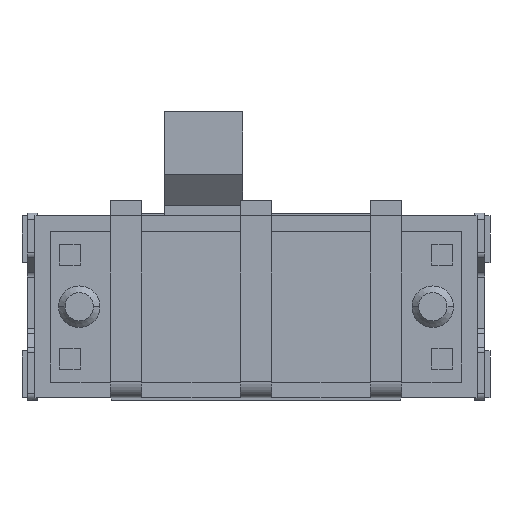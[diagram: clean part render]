
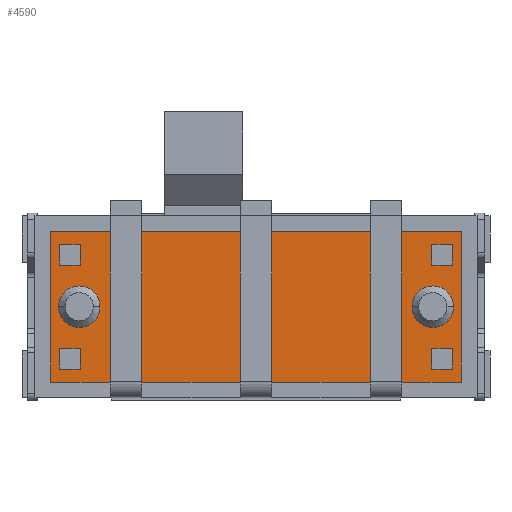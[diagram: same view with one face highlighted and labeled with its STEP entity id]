
A CAD part, front view. The second image highlights one B-rep face of the part: STEP entity #4590.
In plain terms, the highlighted planar face has unit normal (0, -1, 0).
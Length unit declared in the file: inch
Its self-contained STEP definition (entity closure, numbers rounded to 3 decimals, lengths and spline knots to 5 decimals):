
#34=DIRECTION('',(-1.,0.,0.));
#35=VECTOR('',#34,0.04528);
#36=CARTESIAN_POINT('',(-0.11024,0.,-0.05709));
#37=LINE('',#36,#35);
#38=DIRECTION('',(0.,0.,1.));
#39=VECTOR('',#38,0.11417);
#40=CARTESIAN_POINT('',(-0.15551,0.,-0.05709));
#41=LINE('',#40,#39);
#42=DIRECTION('',(1.,0.,0.));
#43=VECTOR('',#42,0.31102);
#44=CARTESIAN_POINT('',(-0.15551,0.,0.05709));
#45=LINE('',#44,#43);
#46=DIRECTION('',(0.,0.,-1.));
#47=VECTOR('',#46,0.11417);
#48=CARTESIAN_POINT('',(0.15551,0.,0.05709));
#49=LINE('',#48,#47);
#50=DIRECTION('',(-1.,0.,0.));
#51=VECTOR('',#50,0.04528);
#52=CARTESIAN_POINT('',(0.15551,0.,-0.05709));
#53=LINE('',#52,#51);
#54=DIRECTION('',(1.,0.,0.));
#55=VECTOR('',#54,0.02362);
#56=CARTESIAN_POINT('',(0.08661,0.,-0.05709));
#57=LINE('',#56,#55);
#58=DIRECTION('',(-1.,0.,0.));
#59=VECTOR('',#58,0.0748);
#60=CARTESIAN_POINT('',(0.08661,0.,-0.05709));
#61=LINE('',#60,#59);
#62=DIRECTION('',(1.,0.,0.));
#63=VECTOR('',#62,0.02362);
#64=CARTESIAN_POINT('',(-0.01181,0.,-0.05709));
#65=LINE('',#64,#63);
#66=DIRECTION('',(-1.,0.,0.));
#67=VECTOR('',#66,0.0748);
#68=CARTESIAN_POINT('',(-0.01181,0.,-0.05709));
#69=LINE('',#68,#67);
#70=DIRECTION('',(1.,0.,0.));
#71=VECTOR('',#70,0.02362);
#72=CARTESIAN_POINT('',(-0.11024,0.,-0.05709));
#73=LINE('',#72,#71);
#74=CARTESIAN_POINT('',(0.13386,0.,0.));
#75=DIRECTION('',(0.,-1.,0.));
#76=DIRECTION('',(1.,0.,0.));
#77=AXIS2_PLACEMENT_3D('',#74,#75,#76);
#79=CARTESIAN_POINT('',(0.13386,0.,0.));
#80=DIRECTION('',(0.,-1.,0.));
#81=DIRECTION('',(-1.,0.,0.));
#82=AXIS2_PLACEMENT_3D('',#79,#80,#81);
#84=CARTESIAN_POINT('',(-0.13386,0.,0.));
#85=DIRECTION('',(0.,-1.,0.));
#86=DIRECTION('',(1.,0.,0.));
#87=AXIS2_PLACEMENT_3D('',#84,#85,#86);
#89=CARTESIAN_POINT('',(-0.13386,0.,0.));
#90=DIRECTION('',(0.,-1.,0.));
#91=DIRECTION('',(-1.,0.,0.));
#92=AXIS2_PLACEMENT_3D('',#89,#90,#91);
#94=DIRECTION('',(-1.,0.,0.));
#95=VECTOR('',#94,0.01575);
#96=CARTESIAN_POINT('',(-0.13307,0.,-0.0315));
#97=LINE('',#96,#95);
#98=DIRECTION('',(0.,0.,-1.));
#99=VECTOR('',#98,0.01575);
#100=CARTESIAN_POINT('',(-0.14882,0.,-0.0315));
#101=LINE('',#100,#99);
#102=DIRECTION('',(1.,0.,0.));
#103=VECTOR('',#102,0.01575);
#104=CARTESIAN_POINT('',(-0.14882,0.,-0.04724));
#105=LINE('',#104,#103);
#106=DIRECTION('',(0.,0.,1.));
#107=VECTOR('',#106,0.01575);
#108=CARTESIAN_POINT('',(-0.13307,0.,-0.04724));
#109=LINE('',#108,#107);
#110=DIRECTION('',(0.,0.,-1.));
#111=VECTOR('',#110,0.01575);
#112=CARTESIAN_POINT('',(0.13307,0.,-0.0315));
#113=LINE('',#112,#111);
#114=DIRECTION('',(1.,0.,0.));
#115=VECTOR('',#114,0.01575);
#116=CARTESIAN_POINT('',(0.13307,0.,-0.04724));
#117=LINE('',#116,#115);
#118=DIRECTION('',(0.,0.,1.));
#119=VECTOR('',#118,0.01575);
#120=CARTESIAN_POINT('',(0.14882,0.,-0.04724));
#121=LINE('',#120,#119);
#122=DIRECTION('',(-1.,0.,0.));
#123=VECTOR('',#122,0.01575);
#124=CARTESIAN_POINT('',(0.14882,0.,-0.0315));
#125=LINE('',#124,#123);
#126=DIRECTION('',(0.,0.,1.));
#127=VECTOR('',#126,0.01575);
#128=CARTESIAN_POINT('',(-0.13307,0.,0.0315));
#129=LINE('',#128,#127);
#130=DIRECTION('',(-1.,0.,0.));
#131=VECTOR('',#130,0.01575);
#132=CARTESIAN_POINT('',(-0.13307,0.,0.04724));
#133=LINE('',#132,#131);
#134=DIRECTION('',(0.,0.,-1.));
#135=VECTOR('',#134,0.01575);
#136=CARTESIAN_POINT('',(-0.14882,0.,0.04724));
#137=LINE('',#136,#135);
#138=DIRECTION('',(1.,0.,0.));
#139=VECTOR('',#138,0.01575);
#140=CARTESIAN_POINT('',(-0.14882,0.,0.0315));
#141=LINE('',#140,#139);
#142=DIRECTION('',(1.,0.,0.));
#143=VECTOR('',#142,0.01575);
#144=CARTESIAN_POINT('',(0.13307,0.,0.0315));
#145=LINE('',#144,#143);
#146=DIRECTION('',(0.,0.,1.));
#147=VECTOR('',#146,0.01575);
#148=CARTESIAN_POINT('',(0.14882,0.,0.0315));
#149=LINE('',#148,#147);
#150=DIRECTION('',(-1.,0.,0.));
#151=VECTOR('',#150,0.01575);
#152=CARTESIAN_POINT('',(0.14882,0.,0.04724));
#153=LINE('',#152,#151);
#154=DIRECTION('',(0.,0.,-1.));
#155=VECTOR('',#154,0.01575);
#156=CARTESIAN_POINT('',(0.13307,0.,0.04724));
#157=LINE('',#156,#155);
#3571=CARTESIAN_POINT('',(0.15551,0.,0.05709));
#3572=CARTESIAN_POINT('',(0.15551,0.,-0.05709));
#3573=VERTEX_POINT('',#3571);
#3574=VERTEX_POINT('',#3572);
#3575=CARTESIAN_POINT('',(-0.15551,0.,-0.05709));
#3576=CARTESIAN_POINT('',(-0.15551,0.,0.05709));
#3577=VERTEX_POINT('',#3575);
#3578=VERTEX_POINT('',#3576);
#3617=CARTESIAN_POINT('',(0.14961,0.,0.));
#3618=CARTESIAN_POINT('',(0.11811,0.,0.));
#3619=VERTEX_POINT('',#3617);
#3620=VERTEX_POINT('',#3618);
#3621=CARTESIAN_POINT('',(-0.11811,0.,0.));
#3622=CARTESIAN_POINT('',(-0.14961,0.,0.));
#3623=VERTEX_POINT('',#3621);
#3624=VERTEX_POINT('',#3622);
#3681=CARTESIAN_POINT('',(-0.13307,0.,-0.0315));
#3682=CARTESIAN_POINT('',(-0.14882,0.,-0.0315));
#3683=VERTEX_POINT('',#3681);
#3684=VERTEX_POINT('',#3682);
#3685=CARTESIAN_POINT('',(-0.14882,0.,-0.04724));
#3686=VERTEX_POINT('',#3685);
#3687=CARTESIAN_POINT('',(-0.13307,0.,-0.04724));
#3688=VERTEX_POINT('',#3687);
#3689=CARTESIAN_POINT('',(0.13307,0.,-0.0315));
#3690=CARTESIAN_POINT('',(0.13307,0.,-0.04724));
#3691=VERTEX_POINT('',#3689);
#3692=VERTEX_POINT('',#3690);
#3693=CARTESIAN_POINT('',(0.14882,0.,-0.04724));
#3694=VERTEX_POINT('',#3693);
#3695=CARTESIAN_POINT('',(0.14882,0.,-0.0315));
#3696=VERTEX_POINT('',#3695);
#3697=CARTESIAN_POINT('',(-0.13307,0.,0.0315));
#3698=CARTESIAN_POINT('',(-0.13307,0.,0.04724));
#3699=VERTEX_POINT('',#3697);
#3700=VERTEX_POINT('',#3698);
#3701=CARTESIAN_POINT('',(-0.14882,0.,0.04724));
#3702=VERTEX_POINT('',#3701);
#3703=CARTESIAN_POINT('',(-0.14882,0.,0.0315));
#3704=VERTEX_POINT('',#3703);
#3705=CARTESIAN_POINT('',(0.13307,0.,0.0315));
#3706=CARTESIAN_POINT('',(0.14882,0.,0.0315));
#3707=VERTEX_POINT('',#3705);
#3708=VERTEX_POINT('',#3706);
#3709=CARTESIAN_POINT('',(0.14882,0.,0.04724));
#3710=VERTEX_POINT('',#3709);
#3711=CARTESIAN_POINT('',(0.13307,0.,0.04724));
#3712=VERTEX_POINT('',#3711);
#4327=CARTESIAN_POINT('',(-0.01181,0.,-0.05709));
#4328=CARTESIAN_POINT('',(0.01181,0.,-0.05709));
#4329=VERTEX_POINT('',#4327);
#4330=VERTEX_POINT('',#4328);
#4399=CARTESIAN_POINT('',(0.08661,0.,-0.05709));
#4400=CARTESIAN_POINT('',(0.11024,0.,-0.05709));
#4401=VERTEX_POINT('',#4399);
#4402=VERTEX_POINT('',#4400);
#4471=CARTESIAN_POINT('',(-0.11024,0.,-0.05709));
#4472=CARTESIAN_POINT('',(-0.08661,0.,-0.05709));
#4473=VERTEX_POINT('',#4471);
#4474=VERTEX_POINT('',#4472);
#4511=CARTESIAN_POINT('',(0.,0.,0.));
#4512=DIRECTION('',(0.,1.,0.));
#4513=DIRECTION('',(1.,0.,0.));
#4514=AXIS2_PLACEMENT_3D('',#4511,#4512,#4513);
#4515=PLANE('',#4514);
#4517=ORIENTED_EDGE('',*,*,#4516,.T.);
#4519=ORIENTED_EDGE('',*,*,#4518,.T.);
#4521=ORIENTED_EDGE('',*,*,#4520,.T.);
#4523=ORIENTED_EDGE('',*,*,#4522,.T.);
#4525=ORIENTED_EDGE('',*,*,#4524,.T.);
#4527=ORIENTED_EDGE('',*,*,#4526,.F.);
#4529=ORIENTED_EDGE('',*,*,#4528,.T.);
#4531=ORIENTED_EDGE('',*,*,#4530,.F.);
#4533=ORIENTED_EDGE('',*,*,#4532,.T.);
#4535=ORIENTED_EDGE('',*,*,#4534,.F.);
#4536=EDGE_LOOP('',(#4517,#4519,#4521,#4523,#4525,#4527,#4529,#4531,#4533,
#4535));
#4537=FACE_OUTER_BOUND('',#4536,.F.);
#4539=ORIENTED_EDGE('',*,*,#4538,.T.);
#4541=ORIENTED_EDGE('',*,*,#4540,.T.);
#4542=EDGE_LOOP('',(#4539,#4541));
#4543=FACE_BOUND('',#4542,.F.);
#4545=ORIENTED_EDGE('',*,*,#4544,.T.);
#4547=ORIENTED_EDGE('',*,*,#4546,.T.);
#4548=EDGE_LOOP('',(#4545,#4547));
#4549=FACE_BOUND('',#4548,.F.);
#4551=ORIENTED_EDGE('',*,*,#4550,.T.);
#4553=ORIENTED_EDGE('',*,*,#4552,.T.);
#4555=ORIENTED_EDGE('',*,*,#4554,.T.);
#4557=ORIENTED_EDGE('',*,*,#4556,.T.);
#4558=EDGE_LOOP('',(#4551,#4553,#4555,#4557));
#4559=FACE_BOUND('',#4558,.F.);
#4561=ORIENTED_EDGE('',*,*,#4560,.T.);
#4563=ORIENTED_EDGE('',*,*,#4562,.T.);
#4565=ORIENTED_EDGE('',*,*,#4564,.T.);
#4567=ORIENTED_EDGE('',*,*,#4566,.T.);
#4568=EDGE_LOOP('',(#4561,#4563,#4565,#4567));
#4569=FACE_BOUND('',#4568,.F.);
#4571=ORIENTED_EDGE('',*,*,#4570,.T.);
#4573=ORIENTED_EDGE('',*,*,#4572,.T.);
#4575=ORIENTED_EDGE('',*,*,#4574,.T.);
#4577=ORIENTED_EDGE('',*,*,#4576,.T.);
#4578=EDGE_LOOP('',(#4571,#4573,#4575,#4577));
#4579=FACE_BOUND('',#4578,.F.);
#4581=ORIENTED_EDGE('',*,*,#4580,.T.);
#4583=ORIENTED_EDGE('',*,*,#4582,.T.);
#4585=ORIENTED_EDGE('',*,*,#4584,.T.);
#4587=ORIENTED_EDGE('',*,*,#4586,.T.);
#4588=EDGE_LOOP('',(#4581,#4583,#4585,#4587));
#4589=FACE_BOUND('',#4588,.F.);
#4590=ADVANCED_FACE('',(#4537,#4543,#4549,#4559,#4569,#4579,#4589),#4515,.F.);
#78=CIRCLE('',#77,0.01575);
#83=CIRCLE('',#82,0.01575);
#88=CIRCLE('',#87,0.01575);
#93=CIRCLE('',#92,0.01575);
#4516=EDGE_CURVE('',#4473,#3577,#37,.T.);
#4518=EDGE_CURVE('',#3577,#3578,#41,.T.);
#4520=EDGE_CURVE('',#3578,#3573,#45,.T.);
#4522=EDGE_CURVE('',#3573,#3574,#49,.T.);
#4524=EDGE_CURVE('',#3574,#4402,#53,.T.);
#4526=EDGE_CURVE('',#4401,#4402,#57,.T.);
#4528=EDGE_CURVE('',#4401,#4330,#61,.T.);
#4530=EDGE_CURVE('',#4329,#4330,#65,.T.);
#4532=EDGE_CURVE('',#4329,#4474,#69,.T.);
#4534=EDGE_CURVE('',#4473,#4474,#73,.T.);
#4538=EDGE_CURVE('',#3619,#3620,#78,.T.);
#4540=EDGE_CURVE('',#3620,#3619,#83,.T.);
#4544=EDGE_CURVE('',#3623,#3624,#88,.T.);
#4546=EDGE_CURVE('',#3624,#3623,#93,.T.);
#4550=EDGE_CURVE('',#3683,#3684,#97,.T.);
#4552=EDGE_CURVE('',#3684,#3686,#101,.T.);
#4554=EDGE_CURVE('',#3686,#3688,#105,.T.);
#4556=EDGE_CURVE('',#3688,#3683,#109,.T.);
#4560=EDGE_CURVE('',#3691,#3692,#113,.T.);
#4562=EDGE_CURVE('',#3692,#3694,#117,.T.);
#4564=EDGE_CURVE('',#3694,#3696,#121,.T.);
#4566=EDGE_CURVE('',#3696,#3691,#125,.T.);
#4570=EDGE_CURVE('',#3699,#3700,#129,.T.);
#4572=EDGE_CURVE('',#3700,#3702,#133,.T.);
#4574=EDGE_CURVE('',#3702,#3704,#137,.T.);
#4576=EDGE_CURVE('',#3704,#3699,#141,.T.);
#4580=EDGE_CURVE('',#3707,#3708,#145,.T.);
#4582=EDGE_CURVE('',#3708,#3710,#149,.T.);
#4584=EDGE_CURVE('',#3710,#3712,#153,.T.);
#4586=EDGE_CURVE('',#3712,#3707,#157,.T.);
